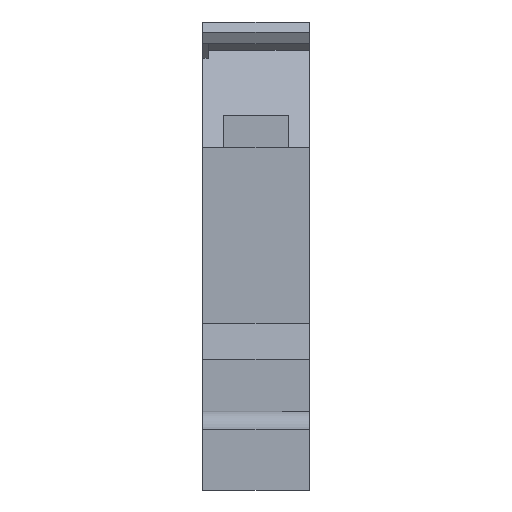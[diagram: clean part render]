
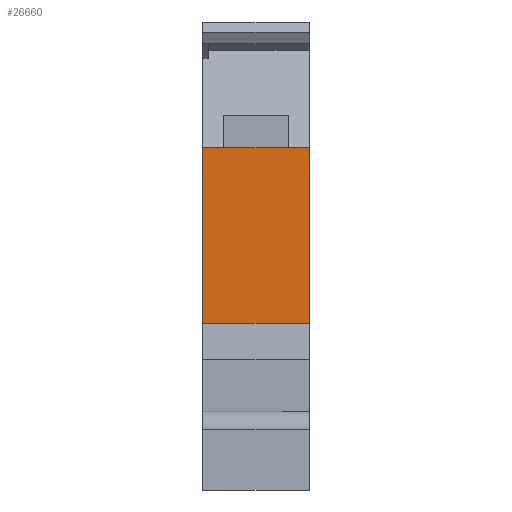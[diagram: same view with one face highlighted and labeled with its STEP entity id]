
A CAD part, front view. The second image highlights one B-rep face of the part: STEP entity #26660.
In plain terms, the highlighted face is planar.
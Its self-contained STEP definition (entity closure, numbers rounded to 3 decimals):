
#3940=CARTESIAN_POINT('',(86.014,106.734,-1.825));
#3950=VERTEX_POINT('',#3940);
#3980=CARTESIAN_POINT('',(86.014,95.002,-1.825));
#3990=DIRECTION('',(0.,1.,0.));
#4000=VECTOR('',#3990,1.);
#4010=LINE('',#3980,#4000);
#4020=CARTESIAN_POINT('',(86.014,98.252,-1.825));
#4030=VERTEX_POINT('',#4020);
#4040=EDGE_CURVE('',#4030,#3950,#4010,.T.);
#4650=CARTESIAN_POINT('',(86.014,98.252,3.325));
#4660=VERTEX_POINT('',#4650);
#4690=CARTESIAN_POINT('',(86.014,95.002,3.325));
#4700=DIRECTION('',(0.,-1.,0.));
#4710=VECTOR('',#4700,1.);
#4720=LINE('',#4690,#4710);
#4730=CARTESIAN_POINT('',(86.014,106.734,3.325));
#4740=VERTEX_POINT('',#4730);
#4750=EDGE_CURVE('',#4740,#4660,#4720,.T.);
#26450=CARTESIAN_POINT('',(86.014,99.252,
-1.825));
#26460=DIRECTION('',(-1.,0.,0.));
#26470=DIRECTION('',(0.,1.,0.));
#26480=AXIS2_PLACEMENT_3D('',#26450,#26460,#26470);
#26490=PLANE('',#26480);
#26500=ORIENTED_EDGE('',*,*,#4040,.F.);
#26510=CARTESIAN_POINT('',(86.014,106.734,0.));
#26520=DIRECTION('',(0.,0.,-1.));
#26530=VECTOR('',#26520,1.);
#26540=LINE('',#26510,#26530);
#26550=EDGE_CURVE('',#4740,#3950,#26540,.T.);
#26560=ORIENTED_EDGE('',*,*,#26550,.T.);
#26570=ORIENTED_EDGE('',*,*,#4750,.F.);
#26580=CARTESIAN_POINT('',(86.014,98.252,3.75));
#26590=DIRECTION('',(0.,0.,-1.));
#26600=VECTOR('',#26590,1.);
#26610=LINE('',#26580,#26600);
#26620=EDGE_CURVE('',#4660,#4030,#26610,.T.);
#26630=ORIENTED_EDGE('',*,*,#26620,.F.);
#26640=EDGE_LOOP('',(#26630,#26570,#26560,#26500));
#26650=FACE_OUTER_BOUND('',#26640,.T.);
#26660=ADVANCED_FACE('',(#26650),#26490,.T.);
